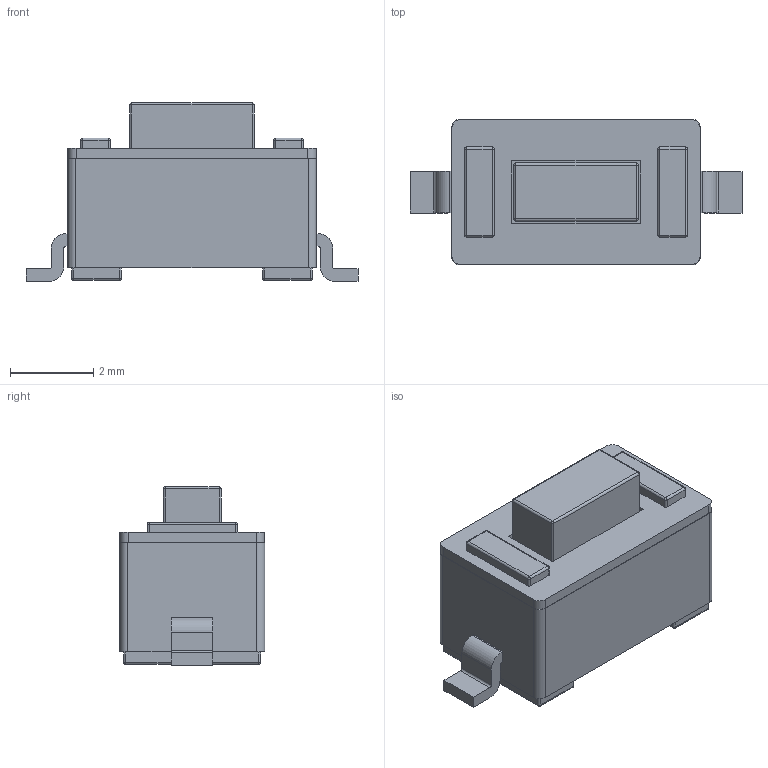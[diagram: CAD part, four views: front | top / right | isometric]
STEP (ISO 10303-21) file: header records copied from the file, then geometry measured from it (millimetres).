
FILE_DESCRIPTION (( 'STEP AP214' ), '1' );
FILE_NAME ('SW-SMD_L6.0-W3.5-LS8.0_TS04-TBW1FH4.3.STEP', '2026-01-04T23:32:39', ( '' ), ( '' ), 'SwSTEP 2.0', 'SolidWorks 2020', '' );
FILE_SCHEMA (( 'AUTOMOTIVE_DESIGN' ));
Length unit declared in the file: millimetre
Products named in the file (1): SW-SMD_L6.0-W3.5-LS8.0_TS04-TBW1FH4.3
Bounding box: 8 x 3.51 x 4.3 mm (x, y, z)
Volume: 68.6 mm3; surface area: 127.6 mm2
Topology: 1 solids, 1 shells, 374 faces, 983 edges, 622 vertices
Faces by surface type: plane 200, bspline 98, cylinder 56, sphere 20
Entity records: 15919 total; most frequent: CARTESIAN_POINT 3266, ORIENTED_EDGE 1926, DIRECTION 1429, EDGE_CURVE 963, LINE 651, VECTOR 651, VERTEX_POINT 622, EDGE_LOOP 405
